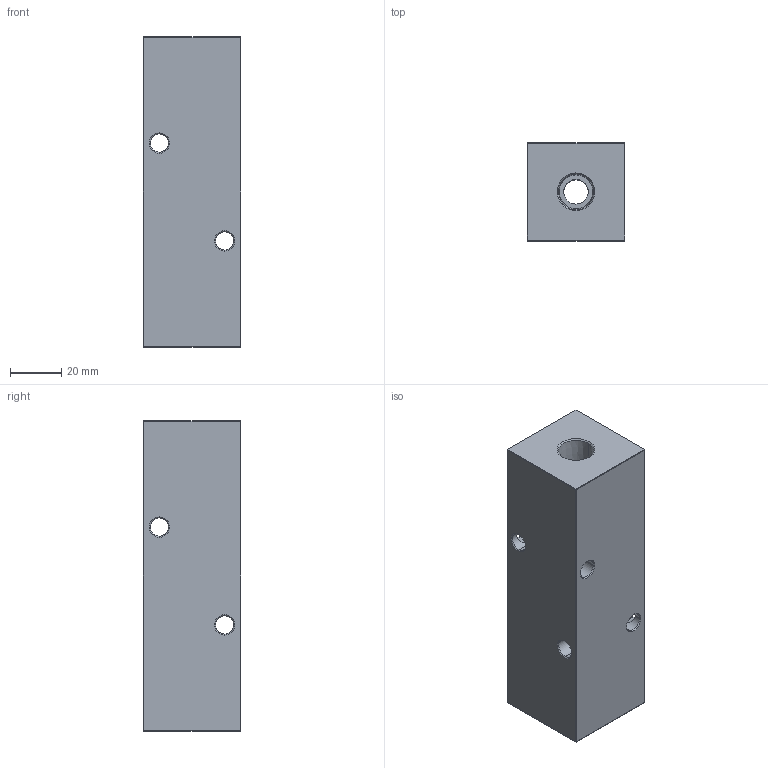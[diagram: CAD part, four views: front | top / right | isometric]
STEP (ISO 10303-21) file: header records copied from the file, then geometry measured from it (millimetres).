
FILE_DESCRIPTION (( 'STEP AP203' ), '1' );
FILE_NAME ('HM-3-90-P-4-4.STEP', '2020-10-29T19:37:50', ( '' ), ( '' ), 'SwSTEP 2.0', 'SolidWorks 2019', '' );
FILE_SCHEMA (( 'CONFIG_CONTROL_DESIGN' ));
Length unit declared in the file: inch
Products named in the file (1): HM-3-90-P-4-4
Bounding box: 38.1 x 38.1 x 120.65 mm (x, y, z)
Volume: 148995.1 mm3; surface area: 30156.1 mm2
Topology: 1 solids, 1 shells, 510 faces, 1336 edges, 872 vertices
Faces by surface type: plane 259, bspline 182, cone 36, cylinder 33
Entity records: 24307 total; most frequent: CARTESIAN_POINT 12969, ORIENTED_EDGE 2672, DIRECTION 1662, EDGE_CURVE 1336, VERTEX_POINT 872, VECTOR 836, LINE 836, EDGE_LOOP 580
